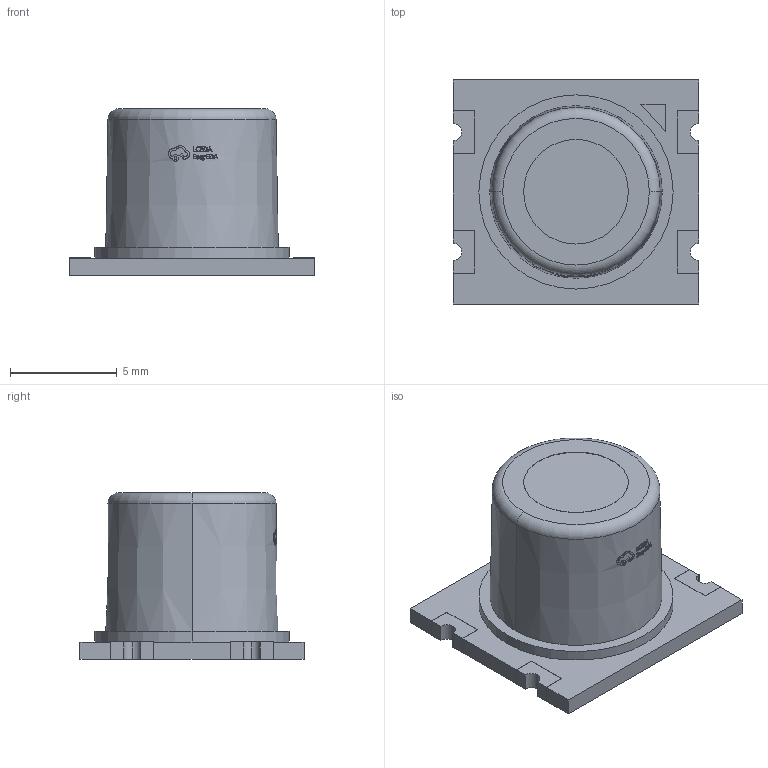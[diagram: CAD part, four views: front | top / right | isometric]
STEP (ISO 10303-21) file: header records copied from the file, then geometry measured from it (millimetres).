
FILE_DESCRIPTION (( 'STEP AP214' ), '1' );
FILE_NAME ('SENSOR-SMD_4P-L11.5-W10.5_SYS-CC001S.STEP', '2024-12-30T12:21:05', ( 'User' ), ( 'China' ), 'SwSTEP 2.0', 'SolidWorks 2020', '' );
FILE_SCHEMA (( 'AUTOMOTIVE_DESIGN' ));
Length unit declared in the file: millimetre
Products named in the file (1): SENSOR-SMD_4P-L11.5-W10.5_SYS-CC001S
Bounding box: 11.5 x 10.5 x 7.81 mm (x, y, z)
Volume: 451.3 mm3; surface area: 446.5 mm2
Topology: 1 solids, 1 shells, 311 faces, 856 edges, 570 vertices
Faces by surface type: plane 180, bspline 98, cone 21, cylinder 10, torus 2
Entity records: 15265 total; most frequent: CARTESIAN_POINT 4767, ORIENTED_EDGE 1712, DIRECTION 1098, EDGE_CURVE 856, VERTEX_POINT 570, LINE 418, VECTOR 418, AXIS2_PLACEMENT_3D 340
